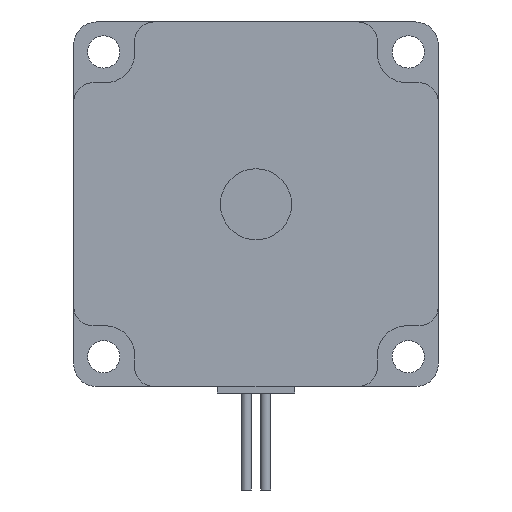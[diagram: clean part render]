
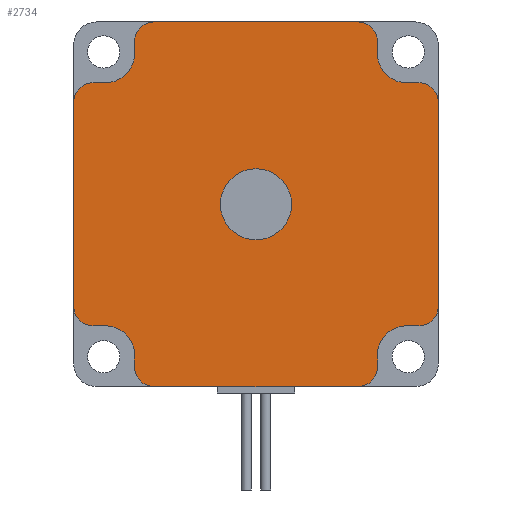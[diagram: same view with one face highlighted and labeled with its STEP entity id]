
A CAD part, front view. The second image highlights one B-rep face of the part: STEP entity #2734.
In plain terms, the highlighted face is planar.
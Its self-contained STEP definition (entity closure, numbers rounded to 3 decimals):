
#1355=DIRECTION('',(-1.,0.,0.));
#1356=VECTOR('',#1355,31.6);
#1357=CARTESIAN_POINT('',(15.8,12.,-28.2));
#1358=LINE('',#1357,#1356);
#1379=DIRECTION('',(-1.,0.,0.));
#1380=VECTOR('',#1379,1.9);
#1381=CARTESIAN_POINT('',(25.2,12.,-18.8));
#1382=LINE('',#1381,#1380);
#1391=CARTESIAN_POINT('',(15.8,12.,25.2));
#1392=DIRECTION('',(0.,-1.,0.));
#1393=DIRECTION('',(1.,0.,0.));
#1394=AXIS2_PLACEMENT_3D('',#1391,#1392,#1393);
#1396=CARTESIAN_POINT('',(-15.8,12.,25.2));
#1397=DIRECTION('',(0.,-1.,0.));
#1398=DIRECTION('',(0.,0.,1.));
#1399=AXIS2_PLACEMENT_3D('',#1396,#1397,#1398);
#1401=DIRECTION('',(0.,0.,-1.));
#1402=VECTOR('',#1401,1.9);
#1403=CARTESIAN_POINT('',(-18.8,12.,25.2));
#1404=LINE('',#1403,#1402);
#1405=CARTESIAN_POINT('',(-23.3,12.,23.3));
#1406=DIRECTION('',(0.,1.,0.));
#1407=DIRECTION('',(1.,0.,0.));
#1408=AXIS2_PLACEMENT_3D('',#1405,#1406,#1407);
#1410=CARTESIAN_POINT('',(-25.2,12.,15.8));
#1411=DIRECTION('',(0.,-1.,0.));
#1412=DIRECTION('',(0.,0.,1.));
#1413=AXIS2_PLACEMENT_3D('',#1410,#1411,#1412);
#1415=CARTESIAN_POINT('',(-25.2,12.,-15.8));
#1416=DIRECTION('',(0.,-1.,0.));
#1417=DIRECTION('',(-1.,0.,0.));
#1418=AXIS2_PLACEMENT_3D('',#1415,#1416,#1417);
#1420=DIRECTION('',(1.,0.,0.));
#1421=VECTOR('',#1420,1.9);
#1422=CARTESIAN_POINT('',(-25.2,12.,-18.8));
#1423=LINE('',#1422,#1421);
#1424=CARTESIAN_POINT('',(-23.3,12.,-23.3));
#1425=DIRECTION('',(0.,1.,0.));
#1426=DIRECTION('',(0.,0.,1.));
#1427=AXIS2_PLACEMENT_3D('',#1424,#1425,#1426);
#1429=CARTESIAN_POINT('',(-15.8,12.,-25.2));
#1430=DIRECTION('',(0.,-1.,0.));
#1431=DIRECTION('',(-1.,0.,0.));
#1432=AXIS2_PLACEMENT_3D('',#1429,#1430,#1431);
#1434=CARTESIAN_POINT('',(15.8,12.,-25.2));
#1435=DIRECTION('',(0.,-1.,0.));
#1436=DIRECTION('',(0.,0.,-1.));
#1437=AXIS2_PLACEMENT_3D('',#1434,#1435,#1436);
#1439=DIRECTION('',(0.,0.,1.));
#1440=VECTOR('',#1439,1.9);
#1441=CARTESIAN_POINT('',(18.8,12.,-25.2));
#1442=LINE('',#1441,#1440);
#1443=CARTESIAN_POINT('',(23.3,12.,-23.3));
#1444=DIRECTION('',(0.,1.,0.));
#1445=DIRECTION('',(-1.,0.,0.));
#1446=AXIS2_PLACEMENT_3D('',#1443,#1444,#1445);
#1448=CARTESIAN_POINT('',(25.2,12.,-15.8));
#1449=DIRECTION('',(0.,-1.,0.));
#1450=DIRECTION('',(0.,0.,-1.));
#1451=AXIS2_PLACEMENT_3D('',#1448,#1449,#1450);
#1453=CARTESIAN_POINT('',(25.2,12.,15.8));
#1454=DIRECTION('',(0.,-1.,0.));
#1455=DIRECTION('',(1.,0.,0.));
#1456=AXIS2_PLACEMENT_3D('',#1453,#1454,#1455);
#1458=DIRECTION('',(-1.,0.,0.));
#1459=VECTOR('',#1458,1.9);
#1460=CARTESIAN_POINT('',(25.2,12.,18.8));
#1461=LINE('',#1460,#1459);
#1462=CARTESIAN_POINT('',(23.3,12.,23.3));
#1463=DIRECTION('',(0.,1.,0.));
#1464=DIRECTION('',(0.,0.,-1.));
#1465=AXIS2_PLACEMENT_3D('',#1462,#1463,#1464);
#1467=CARTESIAN_POINT('',(0.,12.,0.));
#1468=DIRECTION('',(0.,-1.,0.));
#1469=DIRECTION('',(1.,0.,0.));
#1470=AXIS2_PLACEMENT_3D('',#1467,#1468,#1469);
#1476=CARTESIAN_POINT('',(0.,12.,0.));
#1477=DIRECTION('',(0.,-1.,0.));
#1478=DIRECTION('',(-1.,0.,0.));
#1479=AXIS2_PLACEMENT_3D('',#1476,#1477,#1478);
#1577=DIRECTION('',(0.,0.,-1.));
#1578=VECTOR('',#1577,1.9);
#1579=CARTESIAN_POINT('',(18.8,12.,25.2));
#1580=LINE('',#1579,#1578);
#1601=DIRECTION('',(0.,0.,-1.));
#1602=VECTOR('',#1601,31.6);
#1603=CARTESIAN_POINT('',(28.2,12.,15.8));
#1604=LINE('',#1603,#1602);
#1605=DIRECTION('',(1.,0.,0.));
#1606=VECTOR('',#1605,31.6);
#1607=CARTESIAN_POINT('',(-15.8,12.,28.2));
#1608=LINE('',#1607,#1606);
#1629=DIRECTION('',(1.,0.,0.));
#1630=VECTOR('',#1629,1.9);
#1631=CARTESIAN_POINT('',(-25.2,12.,18.8));
#1632=LINE('',#1631,#1630);
#1641=DIRECTION('',(0.,0.,1.));
#1642=VECTOR('',#1641,31.6);
#1643=CARTESIAN_POINT('',(-28.2,12.,-15.8));
#1644=LINE('',#1643,#1642);
#1665=DIRECTION('',(0.,0.,1.));
#1666=VECTOR('',#1665,1.9);
#1667=CARTESIAN_POINT('',(-18.8,12.,-25.2));
#1668=LINE('',#1667,#1666);
#2163=CARTESIAN_POINT('',(15.8,12.,-28.2));
#2164=VERTEX_POINT('',#2163);
#2165=CARTESIAN_POINT('',(-15.8,12.,-28.2));
#2166=VERTEX_POINT('',#2165);
#2175=CARTESIAN_POINT('',(18.8,12.,-25.2));
#2176=VERTEX_POINT('',#2175);
#2177=CARTESIAN_POINT('',(18.8,12.,-23.3));
#2178=VERTEX_POINT('',#2177);
#2179=CARTESIAN_POINT('',(23.3,12.,-18.8));
#2180=VERTEX_POINT('',#2179);
#2181=CARTESIAN_POINT('',(25.2,12.,-18.8));
#2182=VERTEX_POINT('',#2181);
#2183=CARTESIAN_POINT('',(28.2,12.,-15.8));
#2184=VERTEX_POINT('',#2183);
#2185=CARTESIAN_POINT('',(18.8,12.,25.2));
#2186=CARTESIAN_POINT('',(15.8,12.,28.2));
#2187=VERTEX_POINT('',#2185);
#2188=VERTEX_POINT('',#2186);
#2189=CARTESIAN_POINT('',(-15.8,12.,28.2));
#2190=VERTEX_POINT('',#2189);
#2191=CARTESIAN_POINT('',(-18.8,12.,25.2));
#2192=VERTEX_POINT('',#2191);
#2193=CARTESIAN_POINT('',(-18.8,12.,23.3));
#2194=VERTEX_POINT('',#2193);
#2195=CARTESIAN_POINT('',(-23.3,12.,18.8));
#2196=VERTEX_POINT('',#2195);
#2197=CARTESIAN_POINT('',(-25.2,12.,18.8));
#2198=VERTEX_POINT('',#2197);
#2199=CARTESIAN_POINT('',(-28.2,12.,15.8));
#2200=VERTEX_POINT('',#2199);
#2201=CARTESIAN_POINT('',(-28.2,12.,-15.8));
#2202=VERTEX_POINT('',#2201);
#2203=CARTESIAN_POINT('',(-25.2,12.,-18.8));
#2204=VERTEX_POINT('',#2203);
#2205=CARTESIAN_POINT('',(-23.3,12.,-18.8));
#2206=VERTEX_POINT('',#2205);
#2207=CARTESIAN_POINT('',(-18.8,12.,-23.3));
#2208=VERTEX_POINT('',#2207);
#2209=CARTESIAN_POINT('',(-18.8,12.,-25.2));
#2210=VERTEX_POINT('',#2209);
#2211=CARTESIAN_POINT('',(28.2,12.,15.8));
#2212=VERTEX_POINT('',#2211);
#2213=CARTESIAN_POINT('',(25.2,12.,18.8));
#2214=VERTEX_POINT('',#2213);
#2215=CARTESIAN_POINT('',(23.3,12.,18.8));
#2216=VERTEX_POINT('',#2215);
#2217=CARTESIAN_POINT('',(18.8,12.,23.3));
#2218=VERTEX_POINT('',#2217);
#2287=CARTESIAN_POINT('',(5.5,12.,0.));
#2288=CARTESIAN_POINT('',(-5.5,12.,0.));
#2289=VERTEX_POINT('',#2287);
#2290=VERTEX_POINT('',#2288);
#2679=CARTESIAN_POINT('',(0.,12.,0.));
#2680=DIRECTION('',(0.,1.,0.));
#2681=DIRECTION('',(1.,0.,0.));
#2682=AXIS2_PLACEMENT_3D('',#2679,#2680,#2681);
#2683=PLANE('',#2682);
#2685=ORIENTED_EDGE('',*,*,#2684,.T.);
#2687=ORIENTED_EDGE('',*,*,#2686,.F.);
#2689=ORIENTED_EDGE('',*,*,#2688,.T.);
#2691=ORIENTED_EDGE('',*,*,#2690,.T.);
#2693=ORIENTED_EDGE('',*,*,#2692,.T.);
#2695=ORIENTED_EDGE('',*,*,#2694,.F.);
#2697=ORIENTED_EDGE('',*,*,#2696,.T.);
#2699=ORIENTED_EDGE('',*,*,#2698,.F.);
#2701=ORIENTED_EDGE('',*,*,#2700,.T.);
#2703=ORIENTED_EDGE('',*,*,#2702,.T.);
#2705=ORIENTED_EDGE('',*,*,#2704,.T.);
#2707=ORIENTED_EDGE('',*,*,#2706,.F.);
#2709=ORIENTED_EDGE('',*,*,#2708,.T.);
#2710=ORIENTED_EDGE('',*,*,#2592,.F.);
#2711=ORIENTED_EDGE('',*,*,#2617,.T.);
#2712=ORIENTED_EDGE('',*,*,#2632,.T.);
#2713=ORIENTED_EDGE('',*,*,#2644,.T.);
#2714=ORIENTED_EDGE('',*,*,#2658,.F.);
#2715=ORIENTED_EDGE('',*,*,#2670,.T.);
#2717=ORIENTED_EDGE('',*,*,#2716,.F.);
#2719=ORIENTED_EDGE('',*,*,#2718,.T.);
#2721=ORIENTED_EDGE('',*,*,#2720,.T.);
#2723=ORIENTED_EDGE('',*,*,#2722,.T.);
#2725=ORIENTED_EDGE('',*,*,#2724,.F.);
#2726=EDGE_LOOP('',(#2685,#2687,#2689,#2691,#2693,#2695,#2697,#2699,#2701,#2703,
#2705,#2707,#2709,#2710,#2711,#2712,#2713,#2714,#2715,#2717,#2719,#2721,#2723,
#2725));
#2727=FACE_OUTER_BOUND('',#2726,.F.);
#2729=ORIENTED_EDGE('',*,*,#2728,.F.);
#2731=ORIENTED_EDGE('',*,*,#2730,.F.);
#2732=EDGE_LOOP('',(#2729,#2731));
#2733=FACE_BOUND('',#2732,.F.);
#2734=ADVANCED_FACE('',(#2727,#2733),#2683,.T.);
#1395=CIRCLE('',#1394,3.);
#1400=CIRCLE('',#1399,3.);
#1409=CIRCLE('',#1408,4.5);
#1414=CIRCLE('',#1413,3.);
#1419=CIRCLE('',#1418,3.);
#1428=CIRCLE('',#1427,4.5);
#1433=CIRCLE('',#1432,3.);
#1438=CIRCLE('',#1437,3.);
#1447=CIRCLE('',#1446,4.5);
#1452=CIRCLE('',#1451,3.);
#1457=CIRCLE('',#1456,3.);
#1466=CIRCLE('',#1465,4.5);
#1471=CIRCLE('',#1470,5.5);
#1480=CIRCLE('',#1479,5.5);
#2592=EDGE_CURVE('',#2164,#2166,#1358,.T.);
#2617=EDGE_CURVE('',#2164,#2176,#1438,.T.);
#2632=EDGE_CURVE('',#2176,#2178,#1442,.T.);
#2644=EDGE_CURVE('',#2178,#2180,#1447,.T.);
#2658=EDGE_CURVE('',#2182,#2180,#1382,.T.);
#2670=EDGE_CURVE('',#2182,#2184,#1452,.T.);
#2684=EDGE_CURVE('',#2187,#2188,#1395,.T.);
#2686=EDGE_CURVE('',#2190,#2188,#1608,.T.);
#2688=EDGE_CURVE('',#2190,#2192,#1400,.T.);
#2690=EDGE_CURVE('',#2192,#2194,#1404,.T.);
#2692=EDGE_CURVE('',#2194,#2196,#1409,.T.);
#2694=EDGE_CURVE('',#2198,#2196,#1632,.T.);
#2696=EDGE_CURVE('',#2198,#2200,#1414,.T.);
#2698=EDGE_CURVE('',#2202,#2200,#1644,.T.);
#2700=EDGE_CURVE('',#2202,#2204,#1419,.T.);
#2702=EDGE_CURVE('',#2204,#2206,#1423,.T.);
#2704=EDGE_CURVE('',#2206,#2208,#1428,.T.);
#2706=EDGE_CURVE('',#2210,#2208,#1668,.T.);
#2708=EDGE_CURVE('',#2210,#2166,#1433,.T.);
#2716=EDGE_CURVE('',#2212,#2184,#1604,.T.);
#2718=EDGE_CURVE('',#2212,#2214,#1457,.T.);
#2720=EDGE_CURVE('',#2214,#2216,#1461,.T.);
#2722=EDGE_CURVE('',#2216,#2218,#1466,.T.);
#2724=EDGE_CURVE('',#2187,#2218,#1580,.T.);
#2728=EDGE_CURVE('',#2289,#2290,#1471,.T.);
#2730=EDGE_CURVE('',#2290,#2289,#1480,.T.);
